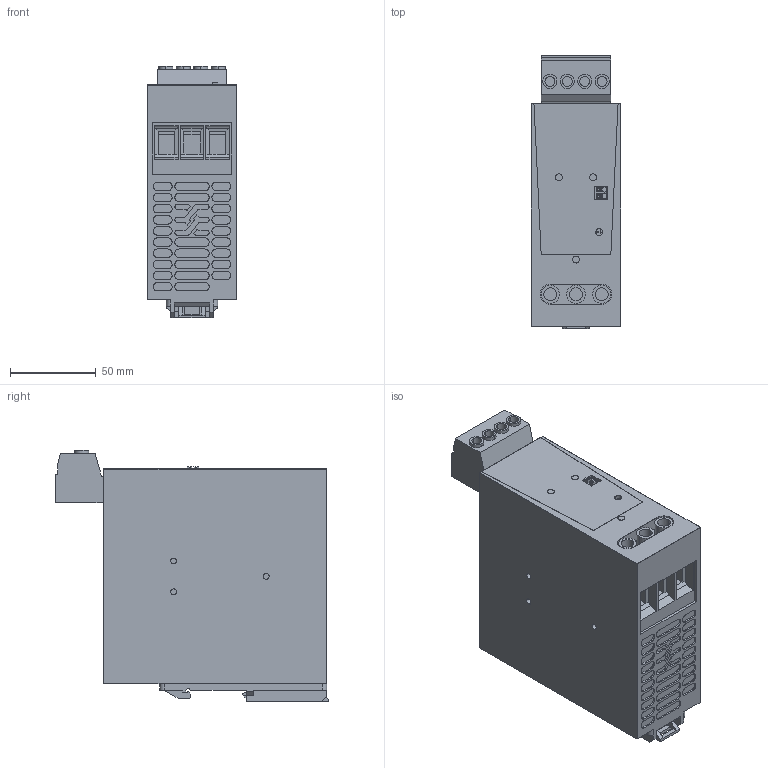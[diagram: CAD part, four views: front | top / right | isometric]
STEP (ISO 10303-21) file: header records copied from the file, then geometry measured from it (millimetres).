
FILE_DESCRIPTION(('CATIA V5R24 STEP','CAx-IF Rec.Pracs.--- Model Styling and Organization---1.2---2011-12-15'),'2;1');
FILE_NAME ('12197803_3_2486110000_S3D_PRO_RM_40.stp','2017-12-04T12:29:31+00:00',('none'),('Weidmueller'),'CATIA Version 5-6 Release 2014 SP4','CATIA V5 STEP AP214','none');
FILE_SCHEMA(('AUTOMOTIVE_DESIGN { 1 0 10303 214 1 1 1 1 }'));
Length unit declared in the file: millimetre
Products named in the file (1): 2486110000
Bounding box: 52 x 159.5 x 146.75 mm (x, y, z)
Volume: 867679.8 mm3; surface area: 125959.8 mm2
Topology: 18 solids, 18 shells, 1171 faces, 3087 edges, 2070 vertices
Faces by surface type: plane 765, cylinder 310, extrusion 64, bspline 32
Entity records: 39884 total; most frequent: CARTESIAN_POINT 11308, ORIENTED_EDGE 6174, DIRECTION 4529, EDGE_CURVE 3087, VECTOR 2137, LINE 2073, VERTEX_POINT 2070, AXIS2_PLACEMENT_3D 1400
